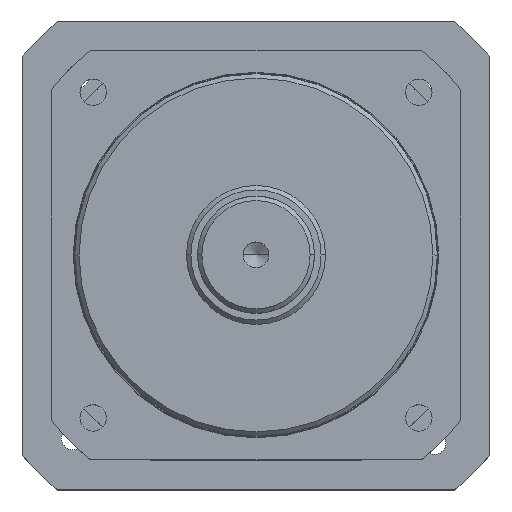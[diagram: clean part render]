
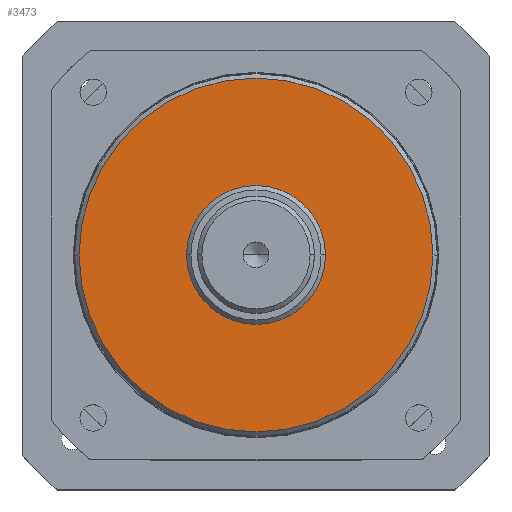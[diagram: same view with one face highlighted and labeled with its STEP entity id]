
A CAD part, top view. The second image highlights one B-rep face of the part: STEP entity #3473.
In plain terms, the highlighted planar face has unit normal (0, 0, 1).
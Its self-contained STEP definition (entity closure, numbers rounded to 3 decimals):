
#1188=CARTESIAN_POINT('',(561.923,126.301,70.));
#1189=DIRECTION('',(0.,0.,1.));
#1190=DIRECTION('',(1.,0.,0.));
#1191=AXIS2_PLACEMENT_3D('',#1188,#1189,#1190);
#1193=CARTESIAN_POINT('',(561.923,126.301,70.));
#1194=DIRECTION('',(0.,0.,1.));
#1195=DIRECTION('',(-1.,0.,0.));
#1196=AXIS2_PLACEMENT_3D('',#1193,#1194,#1195);
#1198=CARTESIAN_POINT('',(561.923,126.301,70.));
#1199=DIRECTION('',(0.,0.,-1.));
#1200=DIRECTION('',(1.,0.,0.));
#1201=AXIS2_PLACEMENT_3D('',#1198,#1199,#1200);
#1203=CARTESIAN_POINT('',(561.923,126.301,70.));
#1204=DIRECTION('',(0.,0.,-1.));
#1205=DIRECTION('',(-1.,0.,0.));
#1206=AXIS2_PLACEMENT_3D('',#1203,#1204,#1205);
#1745=CARTESIAN_POINT('',(514.423,126.301,70.));
#1747=VERTEX_POINT('',#1745);
#1749=CARTESIAN_POINT('',(609.423,126.301,70.));
#1751=VERTEX_POINT('',#1749);
#1828=CARTESIAN_POINT('',(682.923,126.301,70.));
#1830=VERTEX_POINT('',#1828);
#1832=CARTESIAN_POINT('',(440.923,126.301,70.));
#1834=VERTEX_POINT('',#1832);
#3458=CARTESIAN_POINT('',(561.923,126.301,70.));
#3459=DIRECTION('',(0.,0.,1.));
#3460=DIRECTION('',(1.,0.,0.));
#3461=AXIS2_PLACEMENT_3D('',#3458,#3459,#3460);
#3462=PLANE('',#3461);
#3463=ORIENTED_EDGE('',*,*,#3440,.F.);
#3464=ORIENTED_EDGE('',*,*,#3425,.F.);
#3465=EDGE_LOOP('',(#3463,#3464));
#3466=FACE_OUTER_BOUND('',#3465,.F.);
#3468=ORIENTED_EDGE('',*,*,#3467,.F.);
#3470=ORIENTED_EDGE('',*,*,#3469,.F.);
#3471=EDGE_LOOP('',(#3468,#3470));
#3472=FACE_BOUND('',#3471,.F.);
#3473=ADVANCED_FACE('',(#3466,#3472),#3462,.T.);
#1192=CIRCLE('',#1191,121.);
#1197=CIRCLE('',#1196,121.);
#1202=CIRCLE('',#1201,47.5);
#1207=CIRCLE('',#1206,47.5);
#3425=EDGE_CURVE('',#1834,#1830,#1197,.T.);
#3440=EDGE_CURVE('',#1830,#1834,#1192,.T.);
#3467=EDGE_CURVE('',#1751,#1747,#1202,.T.);
#3469=EDGE_CURVE('',#1747,#1751,#1207,.T.);
